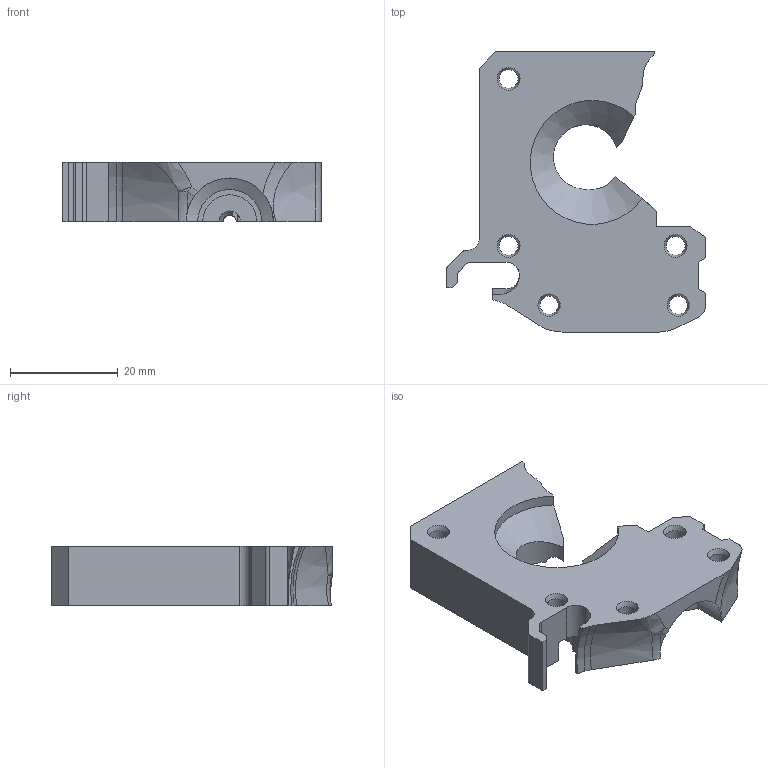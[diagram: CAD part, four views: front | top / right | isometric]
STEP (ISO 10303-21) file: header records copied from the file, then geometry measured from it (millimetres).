
FILE_DESCRIPTION(/* description */ (''),/* implementation_level */ '2;1');
FILE_NAME(/* name */ 'Extruder_Motor_Plate v6.step',/* time_stamp */ '2019-09-13T16:46:55+02:00',/* author */ (''),/* organization */ (''),/* preprocessor_version */ 'ST-DEVELOPER v18',/* originating_system */ 'Autodesk Translation Framework v8.6.0.1094',/* authorisation */ '');
FILE_SCHEMA (('AUTOMOTIVE_DESIGN { 1 0 10303 214 3 1 1 }'));
Length unit declared in the file: millimetre
Products named in the file (1): Extruder_Motor_Plate
Bounding box: 48 x 52 x 11 mm (x, y, z)
Volume: 13141 mm3; surface area: 6415 mm2
Topology: 1 solids, 2 shells, 102 faces, 301 edges, 203 vertices
Faces by surface type: plane 45, cylinder 30, cone 17, bspline 6, torus 3, sphere 1
Full cylindrical faces by diameter (mm): 3.4 x2, 3.5 x3, 6.2 x1
Entity records: 3950 total; most frequent: CARTESIAN_POINT 1159, ORIENTED_EDGE 600, DIRECTION 558, EDGE_CURVE 300, VERTEX_POINT 203, AXIS2_PLACEMENT_3D 198, LINE 162, VECTOR 162
